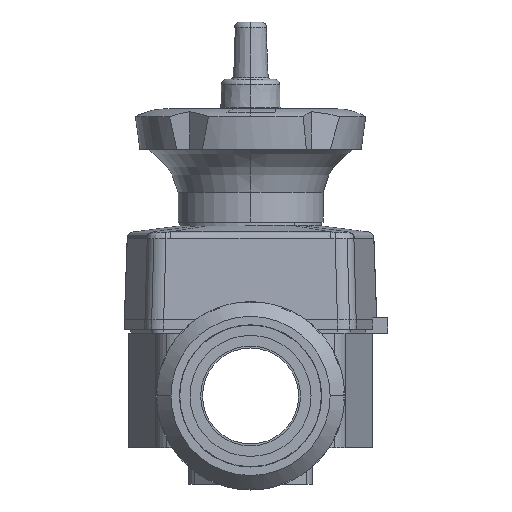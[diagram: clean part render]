
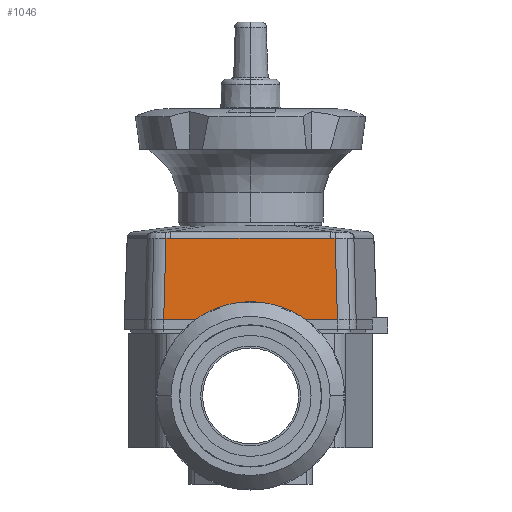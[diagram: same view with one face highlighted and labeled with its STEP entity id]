
A CAD part, left-side view. The second image highlights one B-rep face of the part: STEP entity #1046.
In plain terms, the highlighted planar face has unit normal (-0.999, 0, 0.035).
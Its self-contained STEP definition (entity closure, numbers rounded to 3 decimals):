
#1046=ADVANCED_FACE('',(#2159),#2160,.T.);
#2159=FACE_OUTER_BOUND('',#4258,.T.);
#2160=PLANE('',#4259);
#4258=EDGE_LOOP('',(#7567,#7568,#7569,#7570,#7571,#7572,#7573,#7574));
#4259=AXIS2_PLACEMENT_3D('',#7575,#7576,#7577);
#7567=ORIENTED_EDGE('',*,*,#9460,.F.);
#7568=ORIENTED_EDGE('',*,*,#9456,.F.);
#7569=ORIENTED_EDGE('',*,*,#9468,.F.);
#7570=ORIENTED_EDGE('',*,*,#9364,.F.);
#7571=ORIENTED_EDGE('',*,*,#9334,.F.);
#7572=ORIENTED_EDGE('',*,*,#9485,.T.);
#7573=ORIENTED_EDGE('',*,*,#9486,.F.);
#7574=ORIENTED_EDGE('',*,*,#9482,.F.);
#7575=CARTESIAN_POINT('',(-56.75,-53.269,39.7));
#7576=DIRECTION('',(-0.999,0.,0.035));
#7577=DIRECTION('',(0.,1.0,0.));
#9334=EDGE_CURVE('',#11176,#11178,#11179,.T.);
#9364=EDGE_CURVE('',#11178,#11232,#11233,.T.);
#9456=EDGE_CURVE('',#11366,#11368,#11369,.T.);
#9460=EDGE_CURVE('',#11368,#11355,#11374,.T.);
#9468=EDGE_CURVE('',#11232,#11366,#11385,.T.);
#9482=EDGE_CURVE('',#11355,#11403,#11404,.T.);
#9485=EDGE_CURVE('',#11176,#11407,#11408,.T.);
#9486=EDGE_CURVE('',#11403,#11407,#11409,.T.);
#11176=VERTEX_POINT('',#14223);
#11178=VERTEX_POINT('',#14226);
#11179=ELLIPSE('',#14227,286.537,10.0);
#11232=VERTEX_POINT('',#14298);
#11233=LINE('',#14299,#14300);
#11355=VERTEX_POINT('',#14631);
#11366=VERTEX_POINT('',#14660);
#11368=VERTEX_POINT('',#14662);
#11369=B_SPLINE_CURVE_WITH_KNOTS('',3,(#14663,#14664,#14665,#14666,#14667,#14668,#14669,#14670,#14671,#14672,#14673,#14674,#14675,#14676,#14677,#14678),.UNSPECIFIED.,.F.,.F.,(4,1,1,1,1,1,1,1,1,1,1,1,1,4),(-8.323,-8.249,-8.174,-8.026,-7.729,-7.134,-5.945,-3.567,-1.189,-0.595,-0.297,-0.149,-0.074,0.0),.UNSPECIFIED.);
#11374=B_SPLINE_CURVE_WITH_KNOTS('',3,(#14698,#14699,#14700,#14701),.UNSPECIFIED.,.F.,.F.,(4,4),(-0.245,0.0),.UNSPECIFIED.);
#11385=B_SPLINE_CURVE_WITH_KNOTS('',3,(#14727,#14728,#14729,#14730),.UNSPECIFIED.,.F.,.F.,(4,4),(-0.245,0.),.UNSPECIFIED.);
#11403=VERTEX_POINT('',#14774);
#11404=LINE('',#14775,#14776);
#11407=VERTEX_POINT('',#14779);
#11408=LINE('',#14780,#14781);
#11409=ELLIPSE('',#14782,286.537,10.0);
#14223=CARTESIAN_POINT('',(-56.75,45.243,39.7));
#14226=CARTESIAN_POINT('',(-56.75,45.248,39.7));
#14227=AXIS2_PLACEMENT_3D('',#16630,#16631,#16632);
#14298=CARTESIAN_POINT('',(-55.273,44.062,81.999));
#14299=CARTESIAN_POINT('',(-56.706,45.212,40.966));
#14300=VECTOR('',#16684,42.341);
#14631=CARTESIAN_POINT('',(-55.273,-44.062,81.999));
#14660=CARTESIAN_POINT('',(-55.271,41.615,82.044));
#14662=CARTESIAN_POINT('',(-55.271,-41.615,82.044));
#14663=CARTESIAN_POINT('',(-55.271,41.615,82.044));
#14664=CARTESIAN_POINT('',(-55.271,41.367,82.045));
#14665=CARTESIAN_POINT('',(-55.271,40.872,82.048));
#14666=CARTESIAN_POINT('',(-55.271,39.881,82.053));
#14667=CARTESIAN_POINT('',(-55.271,38.147,82.062));
#14668=CARTESIAN_POINT('',(-55.27,34.679,82.082));
#14669=CARTESIAN_POINT('',(-55.269,27.743,82.12));
#14670=CARTESIAN_POINT('',(-55.266,13.872,82.197));
#14671=CARTESIAN_POINT('',(-55.265,-5.945,82.237));
#14672=CARTESIAN_POINT('',(-55.268,-23.78,82.142));
#14673=CARTESIAN_POINT('',(-55.27,-34.679,82.082));
#14674=CARTESIAN_POINT('',(-55.271,-38.147,82.062));
#14675=CARTESIAN_POINT('',(-55.271,-39.881,82.053));
#14676=CARTESIAN_POINT('',(-55.271,-40.872,82.048));
#14677=CARTESIAN_POINT('',(-55.271,-41.367,82.045));
#14678=CARTESIAN_POINT('',(-55.271,-41.615,82.044));
#14698=CARTESIAN_POINT('',(-55.271,-41.615,82.044));
#14699=CARTESIAN_POINT('',(-55.271,-42.431,82.04));
#14700=CARTESIAN_POINT('',(-55.272,-43.247,82.023));
#14701=CARTESIAN_POINT('',(-55.273,-44.062,81.999));
#14727=CARTESIAN_POINT('',(-55.273,44.062,81.999));
#14728=CARTESIAN_POINT('',(-55.272,43.247,82.023));
#14729=CARTESIAN_POINT('',(-55.271,42.431,82.04));
#14730=CARTESIAN_POINT('',(-55.271,41.615,82.044));
#14774=CARTESIAN_POINT('',(-56.75,-45.248,39.7));
#14775=CARTESIAN_POINT('',(-56.729,-45.231,40.289));
#14776=VECTOR('',#16771,42.341);
#14779=CARTESIAN_POINT('',(-56.75,-45.243,39.7));
#14780=CARTESIAN_POINT('',(-56.75,0.,39.7));
#14781=VECTOR('',#16775,90.486);
#14782=AXIS2_PLACEMENT_3D('',#16776,#16777,#16778);
#16630=CARTESIAN_POINT('',(-46.75,45.243,326.063));
#16631=DIRECTION('',(0.999,0.,-0.035));
#16632=DIRECTION('',(-0.035,0.,-0.999));
#16684=DIRECTION('',(0.035,-0.028,0.999));
#16771=DIRECTION('',(-0.035,-0.028,-0.999));
#16775=DIRECTION('',(0.,-1.0,0.));
#16776=CARTESIAN_POINT('',(-46.75,-45.243,326.063));
#16777=DIRECTION('',(0.999,0.,-0.035));
#16778=DIRECTION('',(-0.035,0.,-0.999));
